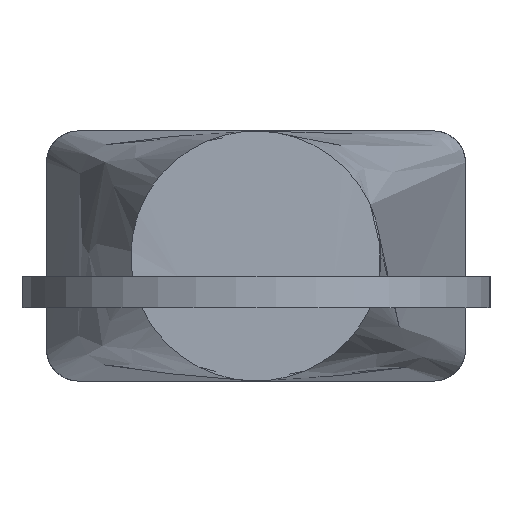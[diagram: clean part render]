
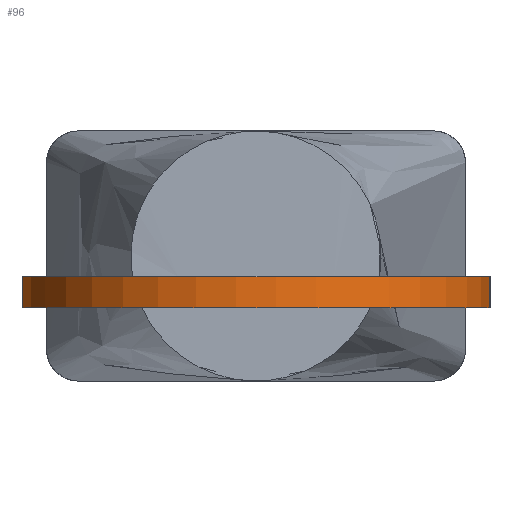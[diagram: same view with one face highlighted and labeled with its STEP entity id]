
A CAD part, left-side view. The second image highlights one B-rep face of the part: STEP entity #96.
In plain terms, the highlighted cylindrical face has radius 3.75 mm (diameter 7.5 mm), a partial arc.
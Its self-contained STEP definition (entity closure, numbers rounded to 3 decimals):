
#96 = ADVANCED_FACE( '', ( #219 ), #220, .T. );
#219 = FACE_OUTER_BOUND( '', #370, .T. );
#220 = CYLINDRICAL_SURFACE( '', #371, 3.75 );
#370 = EDGE_LOOP( '', ( #961, #962, #963, #964 ) );
#371 = AXIS2_PLACEMENT_3D( '', #965, #966, #967 );
#961 = ORIENTED_EDGE( '', *, *, #1284, .F. );
#962 = ORIENTED_EDGE( '', *, *, #1300, .T. );
#963 = ORIENTED_EDGE( '', *, *, #1303, .T. );
#964 = ORIENTED_EDGE( '', *, *, #1320, .F. );
#965 = CARTESIAN_POINT( '', ( -75., 0., 0.5 ) );
#966 = DIRECTION( '', ( 0., 0., 1. ) );
#967 = DIRECTION( '', ( -1., 0., 0. ) );
#1284 = EDGE_CURVE( '', #1466, #1462, #1468, .T. );
#1300 = EDGE_CURVE( '', #1466, #1494, #1496, .T. );
#1303 = EDGE_CURVE( '', #1494, #1498, #1501, .T. );
#1320 = EDGE_CURVE( '', #1462, #1498, #1528, .T. );
#1462 = VERTEX_POINT( '', #1740 );
#1466 = VERTEX_POINT( '', #1745 );
#1468 = LINE( '', #1747, #1748 );
#1494 = VERTEX_POINT( '', #1792 );
#1496 = CIRCLE( '', #1794, 3.75 );
#1498 = VERTEX_POINT( '', #1796 );
#1501 = LINE( '', #1799, #1800 );
#1528 = CIRCLE( '', #1853, 3.75 );
#1740 = CARTESIAN_POINT( '', ( -72., -2.25, 0. ) );
#1745 = CARTESIAN_POINT( '', ( -72., -2.25, 0.5 ) );
#1747 = CARTESIAN_POINT( '', ( -72., -2.25, 0.5 ) );
#1748 = VECTOR( '', #2325, 1000. );
#1792 = CARTESIAN_POINT( '', ( -72., 2.25, 0.5 ) );
#1794 = AXIS2_PLACEMENT_3D( '', #2337, #2338, #2339 );
#1796 = CARTESIAN_POINT( '', ( -72., 2.25, 0. ) );
#1799 = CARTESIAN_POINT( '', ( -72., 2.25, 0.5 ) );
#1800 = VECTOR( '', #2343, 1000. );
#1853 = AXIS2_PLACEMENT_3D( '', #2358, #2359, #2360 );
#2325 = DIRECTION( '', ( 0., 0., -1. ) );
#2337 = CARTESIAN_POINT( '', ( -75., 0., 0.5 ) );
#2338 = DIRECTION( '', ( 0., 0., -1. ) );
#2339 = DIRECTION( '', ( 1., 0., 0. ) );
#2343 = DIRECTION( '', ( 0., 0., -1. ) );
#2358 = CARTESIAN_POINT( '', ( -75., 0., 0. ) );
#2359 = DIRECTION( '', ( 0., 0., -1. ) );
#2360 = DIRECTION( '', ( 1., 0., 0. ) );
